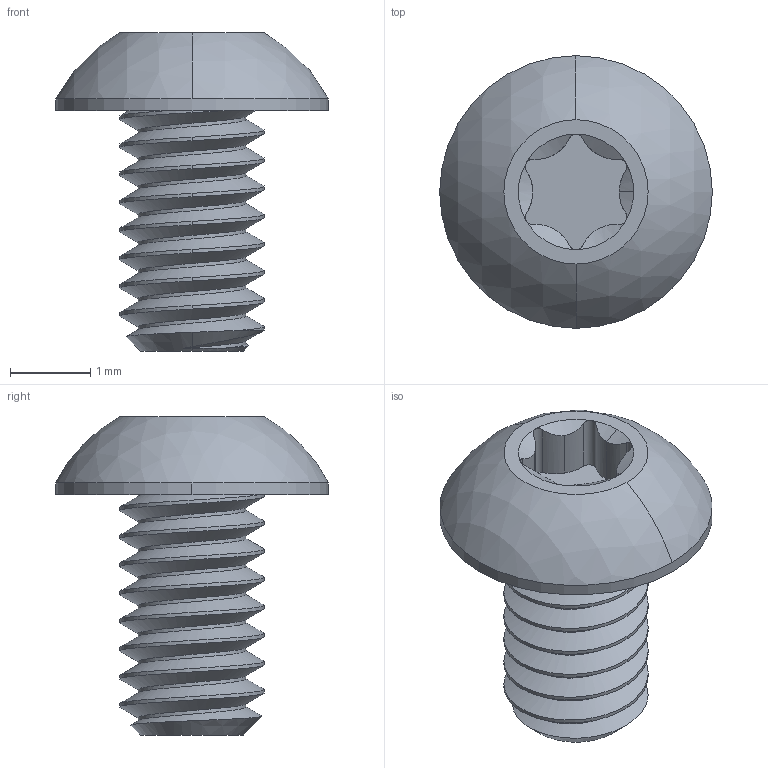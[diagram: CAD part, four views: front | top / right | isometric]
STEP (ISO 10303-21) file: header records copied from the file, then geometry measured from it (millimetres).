
FILE_DESCRIPTION (( 'STEP AP203' ), '1' );
FILE_NAME ('90910A910_Button Head Torx Screws.STEP', '2021-07-09T06:42:42', ( 'Administrator' ), ( 'Managed by Terraform' ), 'SwSTEP 2.0', 'SolidWorks 2017', '' );
FILE_SCHEMA (( 'CONFIG_CONTROL_DESIGN' ));
Length unit declared in the file: millimetre
Products named in the file (1): 90910A910_Button Head Torx Screws
Bounding box: 3.4 x 3.4 x 3.97 mm (x, y, z)
Volume: 11.4 mm3; surface area: 50.9 mm2
Topology: 1 solids, 1 shells, 56 faces, 149 edges, 97 vertices
Faces by surface type: cylinder 37, cone 10, plane 4, bspline 3, sphere 2
Entity records: 2990 total; most frequent: CARTESIAN_POINT 1664, ORIENTED_EDGE 298, DIRECTION 228, EDGE_CURVE 149, VERTEX_POINT 97, AXIS2_PLACEMENT_3D 94, EDGE_LOOP 58, FACE_OUTER_BOUND 56
